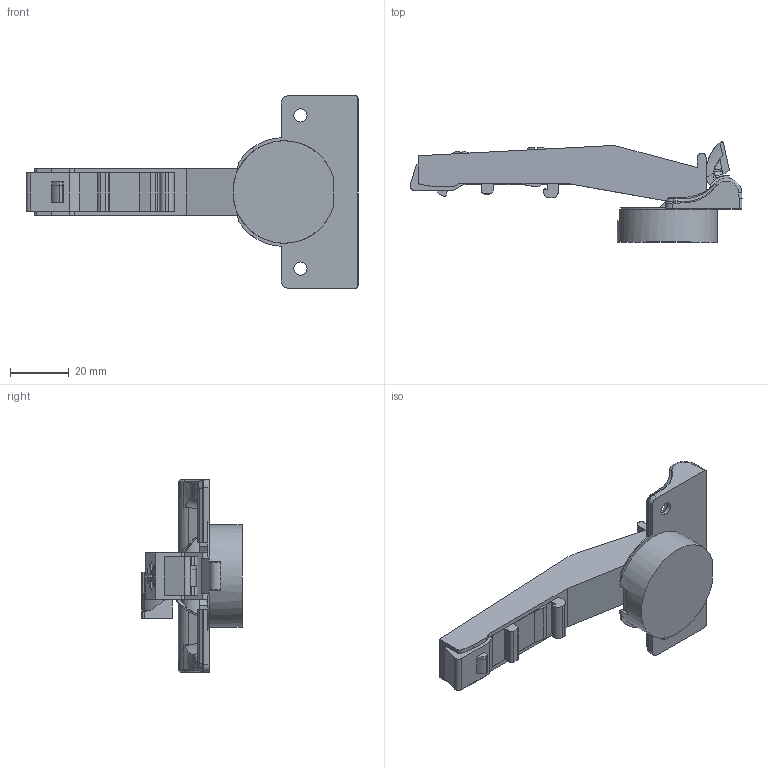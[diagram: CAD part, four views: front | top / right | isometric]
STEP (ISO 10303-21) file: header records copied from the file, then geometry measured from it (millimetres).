
FILE_DESCRIPTION((''),'2;1');
FILE_NAME('242-0Y47-IMS','2022-12-14T11:10:46',('marino.prodan'),('Audax d.o.o.'),'CREO PARAMETRIC BY PTC INC, 2021304','CREO PARAMETRIC BY PTC INC, 2021304','');
FILE_SCHEMA(('AUTOMOTIVE_DESIGN { 1 0 10303 214 1 1 1 1 }'));
Length unit declared in the file: millimetre
Products named in the file (1): 242-0Y47-IMS
Bounding box: 112.76 x 34.05 x 65.4 mm (x, y, z)
Volume: 37109 mm3; surface area: 17544.6 mm2
Topology: 1 solids, 1 shells, 389 faces, 1132 edges, 748 vertices
Faces by surface type: plane 217, cylinder 85, bspline 45, cone 20, torus 15, sphere 4, extrusion 3
Entity records: 15427 total; most frequent: CARTESIAN_POINT 5158, ORIENTED_EDGE 2256, DIRECTION 1817, EDGE_CURVE 1128, VERTEX_POINT 748, VECTOR 637, LINE 634, AXIS2_PLACEMENT_3D 590
